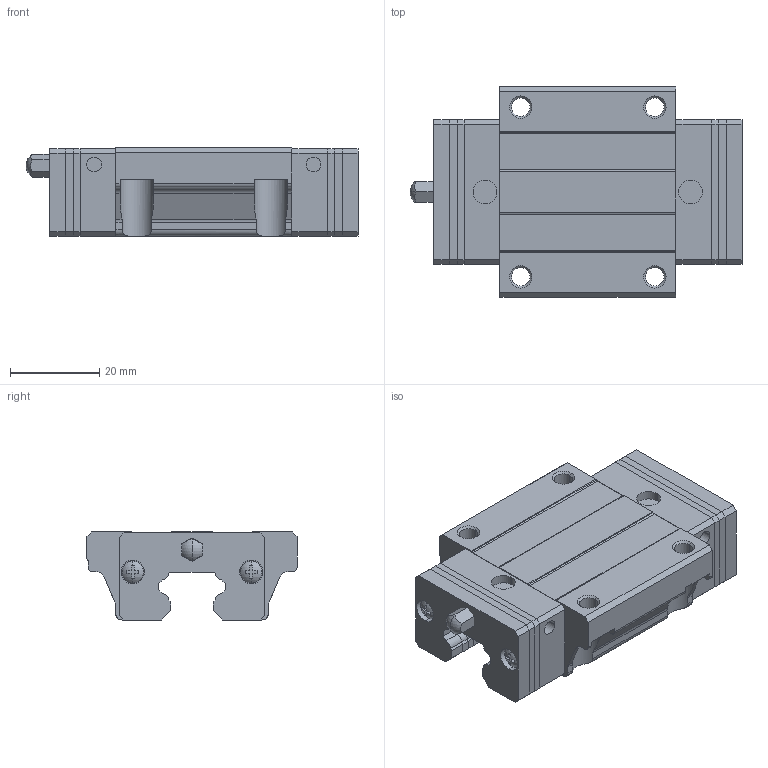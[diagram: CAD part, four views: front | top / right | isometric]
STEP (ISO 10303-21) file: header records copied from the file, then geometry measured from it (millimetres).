
FILE_DESCRIPTION(('starvars output'),'2;1');
FILE_NAME('cv20230530105338000011931.stp','10:53:38 2023/05/30',( 'Thomas Industrial Network Germany GmbH'),( 'Thomas Industrial Network Germany GmbH'),'unknown preprocess','ACIS' ,'unknown authorization');
FILE_SCHEMA(('AUTOMOTIVE_DESIGN_CC2 {UNKNOWN IMPLEMENTATION LEVEL}'));
Length unit declared in the file: millimetre
Products named in the file (14): PRODUCT_ID_1; PRODUCT_ID_2; PRODUCT_ID_3; PRODUCT_ID_4; PRODUCT_ID_5; PRODUCT_ID_6; PRODUCT_ID_7; PRODUCT_ID_8; PRODUCT_ID_9; PRODUCT_ID_10; PRODUCT_ID_11; PRODUCT_ID_12; PRODUCT_ID_13; PRODUCT_ID_14
Bounding box: 74.3 x 47 x 19.7 mm (x, y, z)
Volume: 39807.6 mm3; surface area: 20425.2 mm2
Topology: 14 solids, 14 shells, 483 faces, 1303 edges, 860 vertices
Faces by surface type: plane 348, cylinder 101, cone 24, sphere 10
Entity records: 19314 total; most frequent: CARTESIAN_POINT 2610, ORIENTED_EDGE 2606, DIRECTION 2176, EDGE_CURVE 1303, VECTOR 940, LINE 940, VERTEX_POINT 860, AXIS2_PLACEMENT_3D 618
